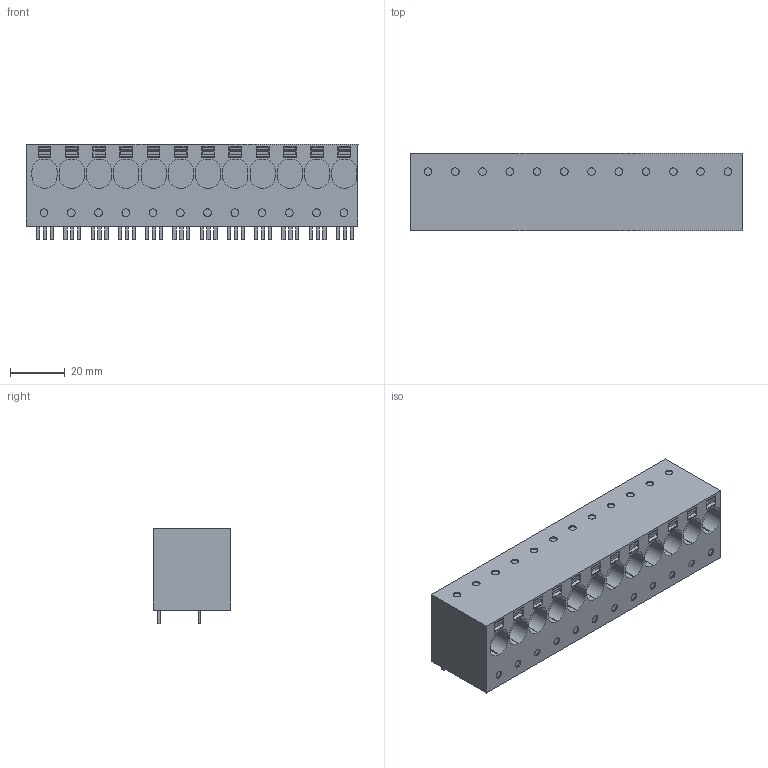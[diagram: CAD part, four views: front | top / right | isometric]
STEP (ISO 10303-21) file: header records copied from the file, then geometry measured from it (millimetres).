
FILE_DESCRIPTION(('CATIA V5 STEP Exchange','CAx-IF Rec.Pracs.--- Model Styling and Organization---1.2---2011-12-15'),'2;1');
FILE_NAME ('D1462944_0_2500550000_2500550000.stp','2018-03-29T09:40:01+00:00',('none'),('Weidmueller'),'CATIA Version 5-6 Release 2014','CATIA V5 STEP AP214','none');
FILE_SCHEMA(('AUTOMOTIVE_DESIGN { 1 0 10303 214 1 1 1 1 }'));
Length unit declared in the file: millimetre
Products named in the file (1): 2500550000
Bounding box: 121.8 x 28.55 x 35 mm (x, y, z)
Volume: 93492.5 mm3; surface area: 23053.7 mm2
Topology: 25 solids, 25 shells, 678 faces, 1704 edges, 1136 vertices
Faces by surface type: plane 534, cylinder 144
Entity records: 19430 total; most frequent: CARTESIAN_POINT 3475, ORIENTED_EDGE 3408, DIRECTION 2612, EDGE_CURVE 1704, VECTOR 1416, LINE 1416, VERTEX_POINT 1136, EDGE_LOOP 738
